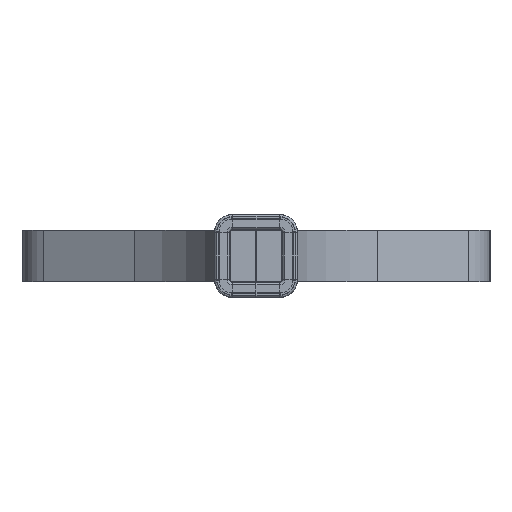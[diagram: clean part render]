
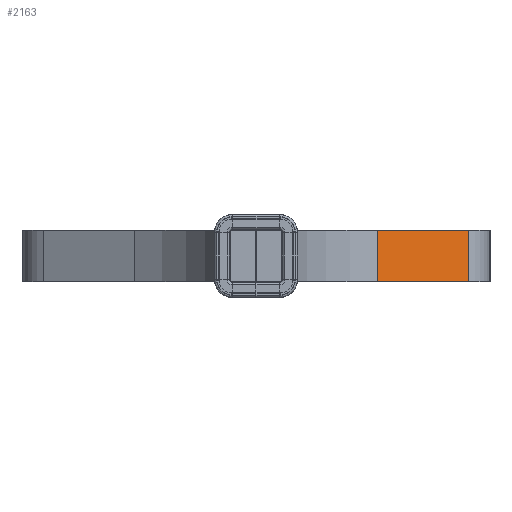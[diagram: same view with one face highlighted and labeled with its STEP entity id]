
A CAD part, front view. The second image highlights one B-rep face of the part: STEP entity #2163.
In plain terms, the highlighted planar face has unit normal (0.499, -0.867, 0).
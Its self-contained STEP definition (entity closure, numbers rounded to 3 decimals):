
#242 = EDGE_CURVE ( 'NONE', #9686, #1711, #7265, .T. ) ;
#414 = ORIENTED_EDGE ( 'NONE', *, *, #19771, .F. ) ;
#1711 = VERTEX_POINT ( 'NONE', #7447 ) ;
#2163 = ADVANCED_FACE ( 'NONE', ( #6949 ), #8423, .T. ) ;
#2229 = CARTESIAN_POINT ( 'NONE',  ( 28.561, -155.994, -6. ) ) ;
#2754 = VECTOR ( 'NONE', #16311, 1000. ) ;
#3423 = CARTESIAN_POINT ( 'NONE',  ( 49.987, -143.668, -6. ) ) ;
#4390 = LINE ( 'NONE', #20629, #9158 ) ;
#4688 = CARTESIAN_POINT ( 'NONE',  ( 28.561, -155.994, -6. ) ) ;
#6019 = VECTOR ( 'NONE', #6344, 1000. ) ;
#6189 = VERTEX_POINT ( 'NONE', #11670 ) ;
#6344 = DIRECTION ( 'NONE',  ( 0., 0., 1. ) ) ;
#6855 = DIRECTION ( 'NONE',  ( 0.499, -0.867, 0. ) ) ;
#6949 = FACE_OUTER_BOUND ( 'NONE', #12906, .T. ) ;
#7265 = LINE ( 'NONE', #13057, #2754 ) ;
#7447 = CARTESIAN_POINT ( 'NONE',  ( 28.561, -155.994, 6. ) ) ;
#8423 = PLANE ( 'NONE',  #9086 ) ;
#9086 = AXIS2_PLACEMENT_3D ( 'NONE', #3423, #6855, #20537 ) ;
#9158 = VECTOR ( 'NONE', #19228, 1000. ) ;
#9686 = VERTEX_POINT ( 'NONE', #11495 ) ;
#10250 = ORIENTED_EDGE ( 'NONE', *, *, #13440, .T. ) ;
#10682 = VERTEX_POINT ( 'NONE', #2229 ) ;
#11495 = CARTESIAN_POINT ( 'NONE',  ( 49.987, -143.668, 6. ) ) ;
#11600 = LINE ( 'NONE', #4688, #6019 ) ;
#11670 = CARTESIAN_POINT ( 'NONE',  ( 49.987, -143.668, -6. ) ) ;
#12469 = EDGE_CURVE ( 'NONE', #10682, #1711, #11600, .T. ) ;
#12710 = LINE ( 'NONE', #15545, #18043 ) ;
#12906 = EDGE_LOOP ( 'NONE', ( #15898, #21267, #414, #10250 ) ) ;
#13057 = CARTESIAN_POINT ( 'NONE',  ( 49.987, -143.668, 6. ) ) ;
#13440 = EDGE_CURVE ( 'NONE', #6189, #9686, #4390, .T. ) ;
#15334 = DIRECTION ( 'NONE',  ( -0.867, -0.499, 0. ) ) ;
#15545 = CARTESIAN_POINT ( 'NONE',  ( 49.987, -143.668, -6. ) ) ;
#15898 = ORIENTED_EDGE ( 'NONE', *, *, #242, .T. ) ;
#16311 = DIRECTION ( 'NONE',  ( -0.867, -0.499, 0. ) ) ;
#18043 = VECTOR ( 'NONE', #15334, 1000. ) ;
#19228 = DIRECTION ( 'NONE',  ( 0., 0., 1. ) ) ;
#19771 = EDGE_CURVE ( 'NONE', #6189, #10682, #12710, .T. ) ;
#20537 = DIRECTION ( 'NONE',  ( 0.867, 0.499, 0. ) ) ;
#20629 = CARTESIAN_POINT ( 'NONE',  ( 49.987, -143.668, -6. ) ) ;
#21267 = ORIENTED_EDGE ( 'NONE', *, *, #12469, .F. ) ;
